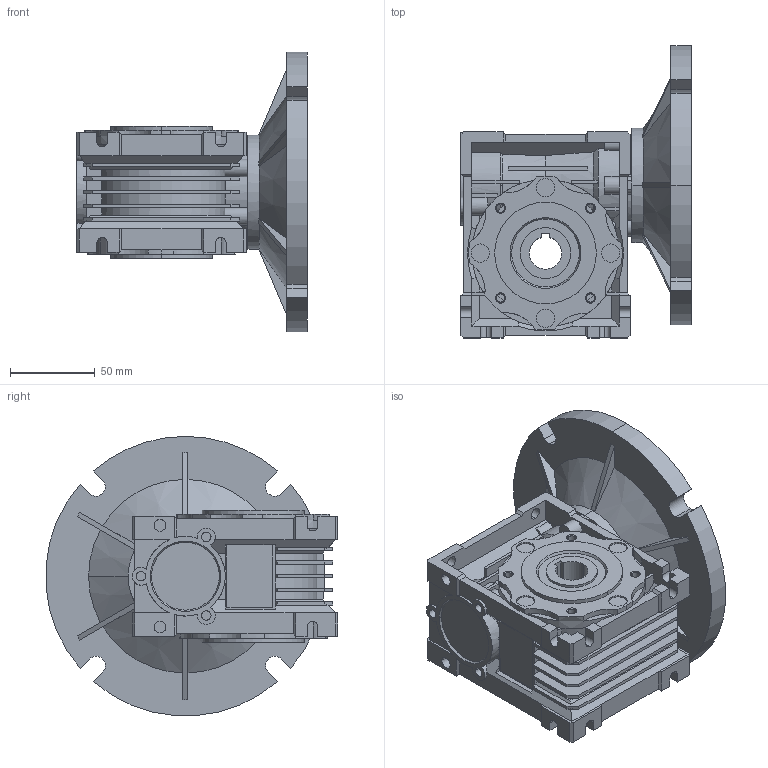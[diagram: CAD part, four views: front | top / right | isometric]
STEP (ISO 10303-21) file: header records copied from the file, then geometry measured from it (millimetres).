
FILE_DESCRIPTION (( 'STEP AP203' ), '1' );
FILE_NAME ('WGA-40M-010-H1.step', '2023-03-08T19:46:51', ( '' ), ( '' ), 'SwSTEP 2.0', 'SolidWorks 2021', '' );
FILE_SCHEMA (( 'CONFIG_CONTROL_DESIGN' ));
Length unit declared in the file: inch
Products named in the file (1): WGA-40M-010-H1
Bounding box: 136 x 172.24 x 164.74 mm (x, y, z)
Volume: 824891.2 mm3; surface area: 203205.3 mm2
Topology: 4 solids, 10 shells, 856 faces, 2360 edges, 1525 vertices
Faces by surface type: plane 511, cylinder 251, cone 90, torus 4
Entity records: 27827 total; most frequent: CARTESIAN_POINT 5698, ORIENTED_EDGE 4704, DIRECTION 4610, EDGE_CURVE 2352, AXIS2_PLACEMENT_3D 1616, VERTEX_POINT 1525, VECTOR 1378, LINE 1378
